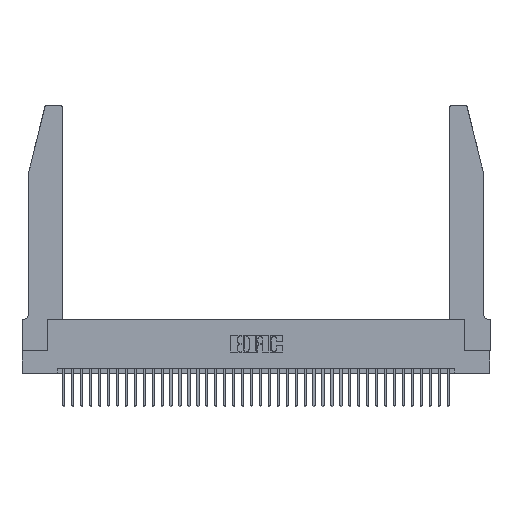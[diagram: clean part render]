
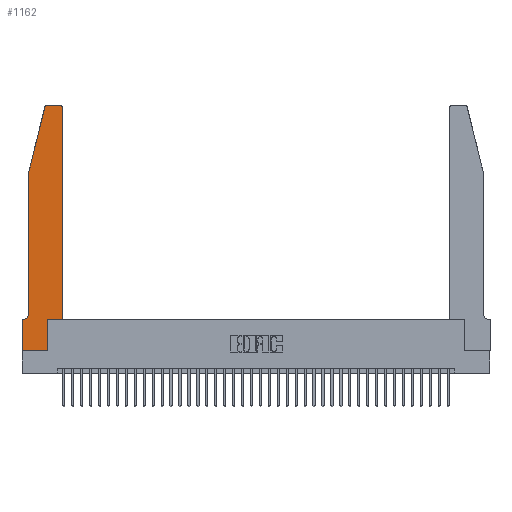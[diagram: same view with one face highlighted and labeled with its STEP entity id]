
A CAD part, top view. The second image highlights one B-rep face of the part: STEP entity #1162.
In plain terms, the highlighted planar face has unit normal (0, 0, 1).
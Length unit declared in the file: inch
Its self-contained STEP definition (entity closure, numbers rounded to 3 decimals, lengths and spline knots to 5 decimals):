
#55 = EDGE_CURVE ( 'NONE', #23158, #2379, #13600, .T. ) ;
#713 = EDGE_CURVE ( 'NONE', #18785, #39025, #3206, .T. ) ;
#1162 = ADVANCED_FACE ( 'NONE', ( #30009 ), #5518, .T. ) ;
#1748 = DIRECTION ( 'NONE',  ( 0., 1., 0. ) ) ;
#1991 = VERTEX_POINT ( 'NONE', #31547 ) ;
#2174 = DIRECTION ( 'NONE',  ( -1., 0., 0. ) ) ;
#2379 = VERTEX_POINT ( 'NONE', #17483 ) ;
#2444 = VECTOR ( 'NONE', #21857, 39.37008 ) ;
#2765 = CARTESIAN_POINT ( 'NONE',  ( 0., 0., 0.37 ) ) ;
#3042 = DIRECTION ( 'NONE',  ( 1., 0., 0. ) ) ;
#3124 = DIRECTION ( 'NONE',  ( 0., -1., 0. ) ) ;
#3206 = LINE ( 'NONE', #25842, #28107 ) ;
#3207 = CARTESIAN_POINT ( 'NONE',  ( 0.0755, 2., 0.37 ) ) ;
#3243 = VECTOR ( 'NONE', #9217, 39.37008 ) ;
#3658 = LINE ( 'NONE', #2765, #26715 ) ;
#3917 = AXIS2_PLACEMENT_3D ( 'NONE', #32788, #8384, #29340 ) ;
#5307 = VERTEX_POINT ( 'NONE', #19395 ) ;
#5518 = PLANE ( 'NONE',  #3917 ) ;
#5547 = DIRECTION ( 'NONE',  ( -1., 0., 0. ) ) ;
#5858 = ORIENTED_EDGE ( 'NONE', *, *, #14525, .T. ) ;
#8144 = CARTESIAN_POINT ( 'NONE',  ( 0., 0., 0.37 ) ) ;
#8270 = LINE ( 'NONE', #19299, #14410 ) ;
#8384 = DIRECTION ( 'NONE',  ( 0., 0., 1. ) ) ;
#8463 = CARTESIAN_POINT ( 'NONE',  ( 0.0755, 2., 0.37 ) ) ;
#9077 = AXIS2_PLACEMENT_3D ( 'NONE', #36747, #24501, #12534 ) ;
#9217 = DIRECTION ( 'NONE',  ( -0.239, -0.971, 0. ) ) ;
#9223 = EDGE_CURVE ( 'NONE', #16005, #31884, #30681, .T. ) ;
#9385 = ORIENTED_EDGE ( 'NONE', *, *, #23429, .T. ) ;
#9420 = VECTOR ( 'NONE', #14136, 39.37008 ) ;
#10157 = CARTESIAN_POINT ( 'NONE',  ( 0.25487, 2.72718, 0.37 ) ) ;
#10615 = EDGE_CURVE ( 'NONE', #22085, #16005, #8270, .T. ) ;
#11161 = AXIS2_PLACEMENT_3D ( 'NONE', #21969, #28449, #37706 ) ;
#12489 = AXIS2_PLACEMENT_3D ( 'NONE', #14521, #23719, #20415 ) ;
#12534 = DIRECTION ( 'NONE',  ( 1., 0., 0. ) ) ;
#12677 = EDGE_CURVE ( 'NONE', #31884, #31971, #26482, .T. ) ;
#13480 = ORIENTED_EDGE ( 'NONE', *, *, #55, .T. ) ;
#13531 = EDGE_LOOP ( 'NONE', ( #9385, #24146, #13480, #34287, #17095, #32612, #5858, #30108, #19814, #16421, #37131, #31366 ) ) ;
#13600 = LINE ( 'NONE', #3207, #3243 ) ;
#14136 = DIRECTION ( 'NONE',  ( 0., -1., 0. ) ) ;
#14138 = LINE ( 'NONE', #20780, #26858 ) ;
#14410 = VECTOR ( 'NONE', #15911, 39.37008 ) ;
#14521 = CARTESIAN_POINT ( 'NONE',  ( 0.284, 2.72, 0.37 ) ) ;
#14525 = EDGE_CURVE ( 'NONE', #39025, #5307, #15538, .T. ) ;
#15076 = VECTOR ( 'NONE', #3124, 39.37008 ) ;
#15538 = LINE ( 'NONE', #8144, #15076 ) ;
#15911 = DIRECTION ( 'NONE',  ( 1., 0., 0. ) ) ;
#16005 = VERTEX_POINT ( 'NONE', #27217 ) ;
#16127 = CARTESIAN_POINT ( 'NONE',  ( 0.4505, 0.35, 0.37 ) ) ;
#16421 = ORIENTED_EDGE ( 'NONE', *, *, #10615, .T. ) ;
#16499 = LINE ( 'NONE', #8463, #9420 ) ;
#17095 = ORIENTED_EDGE ( 'NONE', *, *, #34130, .T. ) ;
#17483 = CARTESIAN_POINT ( 'NONE',  ( 0.0755, 2., 0.37 ) ) ;
#18785 = VERTEX_POINT ( 'NONE', #30501 ) ;
#19299 = CARTESIAN_POINT ( 'NONE',  ( 0.4505, 0.35, 0.37 ) ) ;
#19388 = CARTESIAN_POINT ( 'NONE',  ( 0.2865, 0., 0.37 ) ) ;
#19395 = CARTESIAN_POINT ( 'NONE',  ( 0., 0., 0.37 ) ) ;
#19814 = ORIENTED_EDGE ( 'NONE', *, *, #21484, .T. ) ;
#20415 = DIRECTION ( 'NONE',  ( 1., 0., 0. ) ) ;
#20780 = CARTESIAN_POINT ( 'NONE',  ( 0.2605, 2.75, 0.37 ) ) ;
#21484 = EDGE_CURVE ( 'NONE', #33470, #22085, #29707, .T. ) ;
#21627 = VECTOR ( 'NONE', #1748, 39.37008 ) ;
#21857 = DIRECTION ( 'NONE',  ( 0., 1., 0. ) ) ;
#21969 = CARTESIAN_POINT ( 'NONE',  ( 0.0055, 0.42, 0.37 ) ) ;
#22018 = CARTESIAN_POINT ( 'NONE',  ( 0.4505, 2.72, 0.37 ) ) ;
#22085 = VERTEX_POINT ( 'NONE', #34663 ) ;
#23158 = VERTEX_POINT ( 'NONE', #10157 ) ;
#23429 = EDGE_CURVE ( 'NONE', #31971, #1991, #14138, .T. ) ;
#23536 = EDGE_CURVE ( 'NONE', #2379, #38063, #16499, .T. ) ;
#23719 = DIRECTION ( 'NONE',  ( 0., 0., 1. ) ) ;
#24146 = ORIENTED_EDGE ( 'NONE', *, *, #29420, .T. ) ;
#24501 = DIRECTION ( 'NONE',  ( 0., 0., 1. ) ) ;
#25842 = CARTESIAN_POINT ( 'NONE',  ( 0.0755, 0.35, 0.37 ) ) ;
#26264 = CARTESIAN_POINT ( 'NONE',  ( 0.2865, 0.35, 0.37 ) ) ;
#26469 = CARTESIAN_POINT ( 'NONE',  ( 0.0755, 0.42, 0.37 ) ) ;
#26482 = CIRCLE ( 'NONE', #9077, 0.03 ) ;
#26715 = VECTOR ( 'NONE', #3042, 39.37008 ) ;
#26858 = VECTOR ( 'NONE', #5547, 39.37008 ) ;
#27217 = CARTESIAN_POINT ( 'NONE',  ( 0.4505, 0.35, 0.37 ) ) ;
#28107 = VECTOR ( 'NONE', #2174, 39.37008 ) ;
#28168 = CARTESIAN_POINT ( 'NONE',  ( 0., 0.35, 0.37 ) ) ;
#28260 = CIRCLE ( 'NONE', #12489, 0.03 ) ;
#28449 = DIRECTION ( 'NONE',  ( 0., 0., -1. ) ) ;
#29340 = DIRECTION ( 'NONE',  ( 1., 0., 0. ) ) ;
#29420 = EDGE_CURVE ( 'NONE', #1991, #23158, #28260, .T. ) ;
#29707 = LINE ( 'NONE', #26264, #21627 ) ;
#30009 = FACE_OUTER_BOUND ( 'NONE', #13531, .T. ) ;
#30108 = ORIENTED_EDGE ( 'NONE', *, *, #33209, .T. ) ;
#30501 = CARTESIAN_POINT ( 'NONE',  ( 0.0055, 0.35, 0.37 ) ) ;
#30681 = LINE ( 'NONE', #16127, #2444 ) ;
#31323 = CIRCLE ( 'NONE', #11161, 0.07 ) ;
#31366 = ORIENTED_EDGE ( 'NONE', *, *, #12677, .T. ) ;
#31547 = CARTESIAN_POINT ( 'NONE',  ( 0.284, 2.75, 0.37 ) ) ;
#31884 = VERTEX_POINT ( 'NONE', #22018 ) ;
#31971 = VERTEX_POINT ( 'NONE', #37756 ) ;
#32612 = ORIENTED_EDGE ( 'NONE', *, *, #713, .T. ) ;
#32788 = CARTESIAN_POINT ( 'NONE',  ( 0., 0.35, 0.37 ) ) ;
#33209 = EDGE_CURVE ( 'NONE', #5307, #33470, #3658, .T. ) ;
#33470 = VERTEX_POINT ( 'NONE', #19388 ) ;
#34130 = EDGE_CURVE ( 'NONE', #38063, #18785, #31323, .T. ) ;
#34287 = ORIENTED_EDGE ( 'NONE', *, *, #23536, .T. ) ;
#34663 = CARTESIAN_POINT ( 'NONE',  ( 0.2865, 0.35, 0.37 ) ) ;
#36747 = CARTESIAN_POINT ( 'NONE',  ( 0.4205, 2.72, 0.37 ) ) ;
#37131 = ORIENTED_EDGE ( 'NONE', *, *, #9223, .T. ) ;
#37706 = DIRECTION ( 'NONE',  ( -1., 0., 0. ) ) ;
#37756 = CARTESIAN_POINT ( 'NONE',  ( 0.4205, 2.75, 0.37 ) ) ;
#38063 = VERTEX_POINT ( 'NONE', #26469 ) ;
#39025 = VERTEX_POINT ( 'NONE', #28168 ) ;
